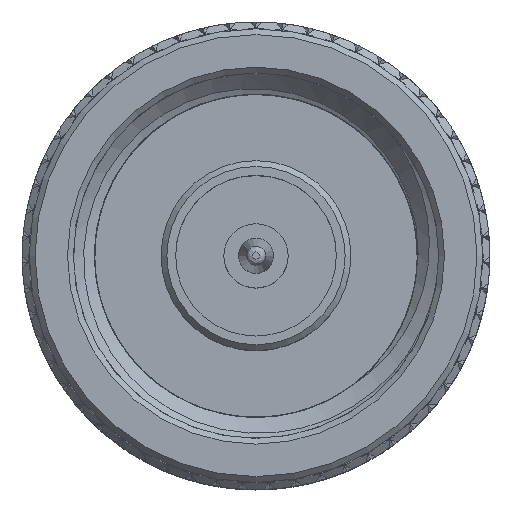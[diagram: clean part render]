
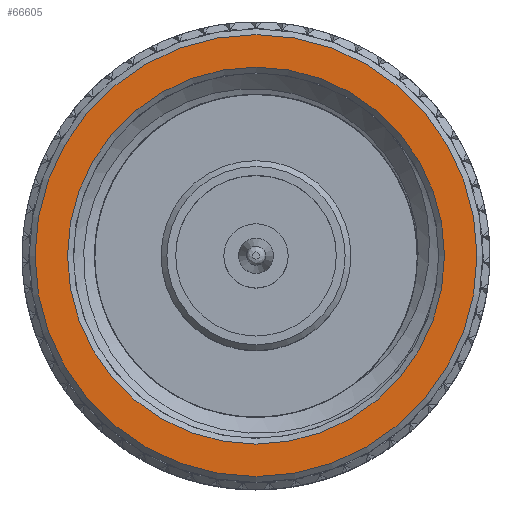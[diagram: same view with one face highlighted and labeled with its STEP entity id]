
A CAD part, top view. The second image highlights one B-rep face of the part: STEP entity #66605.
In plain terms, the highlighted face is planar.
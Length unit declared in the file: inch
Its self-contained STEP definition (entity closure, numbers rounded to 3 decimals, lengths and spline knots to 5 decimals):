
#245 = FACE_OUTER_BOUND ( 'NONE', #36517, .T. ) ;
#275 = DIRECTION ( 'NONE',  ( 1., 0., 0. ) ) ;
#615 = VERTEX_POINT ( 'NONE', #37868 ) ;
#2439 = EDGE_LOOP ( 'NONE', ( #67854 ) ) ;
#3606 = CARTESIAN_POINT ( 'NONE',  ( 0., 0., 0. ) ) ;
#9535 = AXIS2_PLACEMENT_3D ( 'NONE', #22189, #28409, #55171 ) ;
#14812 = DIRECTION ( 'NONE',  ( 0., 0., 1. ) ) ;
#16582 = CIRCLE ( 'NONE', #30485, 0.3225 ) ;
#21064 = EDGE_CURVE ( 'NONE', #615, #615, #65240, .T. ) ;
#22189 = CARTESIAN_POINT ( 'NONE',  ( 0., 0.38809, 0. ) ) ;
#24067 = DIRECTION ( 'NONE',  ( 0., 1., 0. ) ) ;
#27187 = VERTEX_POINT ( 'NONE', #27303 ) ;
#27303 = CARTESIAN_POINT ( 'NONE',  ( 0., 0., 0.3225 ) ) ;
#28409 = DIRECTION ( 'NONE',  ( -1., 0., 0. ) ) ;
#29023 = ORIENTED_EDGE ( 'NONE', *, *, #21064, .T. ) ;
#30485 = AXIS2_PLACEMENT_3D ( 'NONE', #40787, #275, #14812 ) ;
#36517 = EDGE_LOOP ( 'NONE', ( #29023 ) ) ;
#37868 = CARTESIAN_POINT ( 'NONE',  ( 0., 0.37809, 0. ) ) ;
#40787 = CARTESIAN_POINT ( 'NONE',  ( 0., 0., 0. ) ) ;
#50848 = DIRECTION ( 'NONE',  ( -1., 0., 0. ) ) ;
#55171 = DIRECTION ( 'NONE',  ( 0., -1., 0. ) ) ;
#61349 = EDGE_CURVE ( 'NONE', #27187, #27187, #16582, .T. ) ;
#65240 = CIRCLE ( 'NONE', #80362, 0.37809 ) ;
#66605 = ADVANCED_FACE ( 'NONE', ( #245, #85839 ), #68799, .T. ) ;
#67854 = ORIENTED_EDGE ( 'NONE', *, *, #61349, .T. ) ;
#68799 = PLANE ( 'NONE',  #9535 ) ;
#80362 = AXIS2_PLACEMENT_3D ( 'NONE', #3606, #50848, #24067 ) ;
#85839 = FACE_BOUND ( 'NONE', #2439, .T. ) ;
